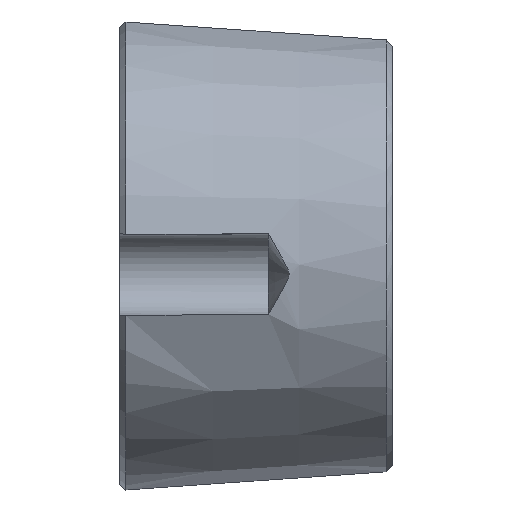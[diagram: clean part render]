
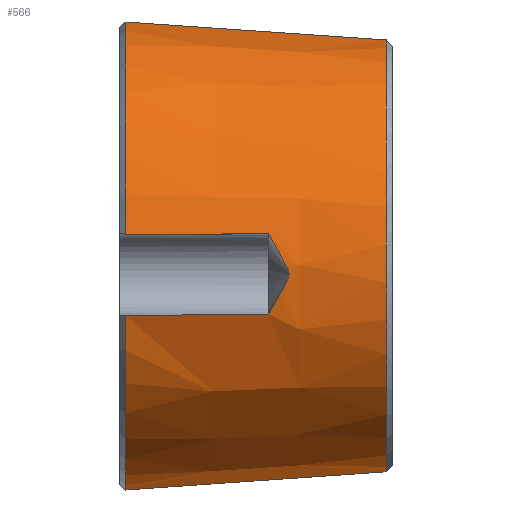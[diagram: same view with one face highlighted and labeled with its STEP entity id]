
A CAD part, top view. The second image highlights one B-rep face of the part: STEP entity #566.
In plain terms, the highlighted conical face has half-angle 4 degrees and reference radius 18.965 mm.
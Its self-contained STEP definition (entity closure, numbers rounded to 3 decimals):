
#96=FACE_OUTER_BOUND('',#128,.T.);
#128=EDGE_LOOP('',(#395,#396,#397,#398,#399,#400,#401,#402));
#157=B_SPLINE_CURVE_WITH_KNOTS('',3,(#877,#878,#879,#880,#881,#882),
 .UNSPECIFIED.,.F.,.F.,(4,2,4),(-3.008,-3.003,-1.928),
 .UNSPECIFIED.);
#158=B_SPLINE_CURVE_WITH_KNOTS('',3,(#886,#887,#888,#889,#890,#891),
 .UNSPECIFIED.,.F.,.F.,(4,2,4),(-2.162,-1.087,-1.081),
 .UNSPECIFIED.);
#162=B_SPLINE_CURVE_WITH_KNOTS('',3,(#926,#927,#928,#929,#930,#931),
 .UNSPECIFIED.,.F.,.F.,(4,2,4),(-3.059,-2.137,-1.082),
 .UNSPECIFIED.);
#167=B_SPLINE_CURVE_WITH_KNOTS('',3,(#971,#972,#973,#974,#975,#976,#977,
#978,#979,#980,#981,#982,#983,#984,#985,#986,#987,#988),.UNSPECIFIED.,.F.,
 .F.,(4,2,2,2,2,2,2,2,4),(0.071,0.219,0.328,
0.383,0.438,0.492,0.547,
0.656,0.804),.UNSPECIFIED.);
#168=B_SPLINE_CURVE_WITH_KNOTS('',3,(#991,#992,#993,#994),.UNSPECIFIED.,
 .F.,.F.,(4,4),(36.682,57.736),.UNSPECIFIED.);
#191=CIRCLE('',#624,17.496);
#192=CIRCLE('',#626,18.965);
#193=CIRCLE('',#627,18.965);
#225=VERTEX_POINT('',#871);
#226=VERTEX_POINT('',#876);
#227=VERTEX_POINT('',#883);
#228=VERTEX_POINT('',#885);
#232=VERTEX_POINT('',#920);
#233=VERTEX_POINT('',#925);
#240=VERTEX_POINT('',#964);
#241=VERTEX_POINT('',#989);
#286=EDGE_CURVE('',#225,#226,#157,.T.);
#288=EDGE_CURVE('',#227,#228,#158,.T.);
#293=EDGE_CURVE('',#232,#233,#162,.T.);
#301=EDGE_CURVE('',#233,#240,#191,.T.);
#303=EDGE_CURVE('',#232,#228,#192,.T.);
#304=EDGE_CURVE('',#226,#227,#167,.F.);
#305=EDGE_CURVE('',#225,#241,#193,.T.);
#306=EDGE_CURVE('',#240,#241,#168,.T.);
#395=ORIENTED_EDGE('',*,*,#301,.F.);
#396=ORIENTED_EDGE('',*,*,#293,.F.);
#397=ORIENTED_EDGE('',*,*,#303,.T.);
#398=ORIENTED_EDGE('',*,*,#288,.F.);
#399=ORIENTED_EDGE('',*,*,#304,.F.);
#400=ORIENTED_EDGE('',*,*,#286,.F.);
#401=ORIENTED_EDGE('',*,*,#305,.T.);
#402=ORIENTED_EDGE('',*,*,#306,.F.);
#547=CONICAL_SURFACE('',#625,18.965,0.07);
#566=ADVANCED_FACE('',(#96),#547,.T.);
#624=AXIS2_PLACEMENT_3D('',#965,#713,#714);
#625=AXIS2_PLACEMENT_3D('',#969,#715,#716);
#626=AXIS2_PLACEMENT_3D('',#970,#717,#718);
#627=AXIS2_PLACEMENT_3D('',#990,#719,#720);
#713=DIRECTION('center_axis',(1.,0.,0.));
#714=DIRECTION('ref_axis',(0.,0.992,0.128));
#715=DIRECTION('center_axis',(-1.,0.,0.));
#716=DIRECTION('ref_axis',(0.,0.,1.));
#717=DIRECTION('center_axis',(1.,0.,0.));
#718=DIRECTION('ref_axis',(0.,0.992,0.13));
#719=DIRECTION('center_axis',(1.,0.,0.));
#720=DIRECTION('ref_axis',(0.,-0.259,0.966));
#871=CARTESIAN_POINT('',(0.499,-4.907,18.319));
#876=CARTESIAN_POINT('',(12.,-4.793,17.517));
#877=CARTESIAN_POINT('Ctrl Pts',(0.499,-4.907,18.319));
#878=CARTESIAN_POINT('Ctrl Pts',(0.518,-4.907,18.318));
#879=CARTESIAN_POINT('Ctrl Pts',(0.538,-4.907,18.316));
#880=CARTESIAN_POINT('Ctrl Pts',(4.487,-4.902,18.032));
#881=CARTESIAN_POINT('Ctrl Pts',(8.418,-4.859,17.759));
#882=CARTESIAN_POINT('Ctrl Pts',(12.,-4.793,17.517));
#883=CARTESIAN_POINT('',(12.,1.679,18.083));
#885=CARTESIAN_POINT('',(0.499,1.652,18.893));
#886=CARTESIAN_POINT('Ctrl Pts',(12.,1.679,18.083));
#887=CARTESIAN_POINT('Ctrl Pts',(8.418,1.701,18.333));
#888=CARTESIAN_POINT('Ctrl Pts',(4.487,1.696,18.609));
#889=CARTESIAN_POINT('Ctrl Pts',(0.538,1.652,18.89));
#890=CARTESIAN_POINT('Ctrl Pts',(0.518,1.652,18.892));
#891=CARTESIAN_POINT('Ctrl Pts',(0.499,1.652,18.893));
#920=CARTESIAN_POINT('',(0.499,18.805,2.463));
#925=CARTESIAN_POINT('',(21.501,17.353,2.233));
#926=CARTESIAN_POINT('Ctrl Pts',(0.499,18.805,2.463));
#927=CARTESIAN_POINT('Ctrl Pts',(3.866,18.563,2.497));
#928=CARTESIAN_POINT('Ctrl Pts',(7.212,18.327,2.494));
#929=CARTESIAN_POINT('Ctrl Pts',(13.785,17.871,2.432));
#930=CARTESIAN_POINT('Ctrl Pts',(17.642,17.609,2.359));
#931=CARTESIAN_POINT('Ctrl Pts',(21.501,17.353,2.233));
#964=CARTESIAN_POINT('',(21.501,-17.48,0.75));
#965=CARTESIAN_POINT('Origin',(21.501,0.,0.));
#969=CARTESIAN_POINT('Origin',(0.499,0.,0.));
#970=CARTESIAN_POINT('Origin',(0.499,0.,0.));
#971=CARTESIAN_POINT('Ctrl Pts',(12.,1.679,18.083));
#972=CARTESIAN_POINT('Ctrl Pts',(12.254,1.24,18.106));
#973=CARTESIAN_POINT('Ctrl Pts',(12.513,0.79,18.113));
#974=CARTESIAN_POINT('Ctrl Pts',(12.953,0.018,18.097));
#975=CARTESIAN_POINT('Ctrl Pts',(13.135,-0.303,18.082));
#976=CARTESIAN_POINT('Ctrl Pts',(13.388,-0.773,18.048));
#977=CARTESIAN_POINT('Ctrl Pts',(13.468,-0.926,18.035));
#978=CARTESIAN_POINT('Ctrl Pts',(13.607,-1.237,18.007));
#979=CARTESIAN_POINT('Ctrl Pts',(13.671,-1.391,17.991));
#980=CARTESIAN_POINT('Ctrl Pts',(13.671,-1.754,17.959));
#981=CARTESIAN_POINT('Ctrl Pts',(13.607,-1.909,17.948));
#982=CARTESIAN_POINT('Ctrl Pts',(13.468,-2.219,17.922));
#983=CARTESIAN_POINT('Ctrl Pts',(13.388,-2.373,17.908));
#984=CARTESIAN_POINT('Ctrl Pts',(13.135,-2.841,17.86));
#985=CARTESIAN_POINT('Ctrl Pts',(12.953,-3.161,17.819));
#986=CARTESIAN_POINT('Ctrl Pts',(12.513,-3.923,17.701));
#987=CARTESIAN_POINT('Ctrl Pts',(12.254,-4.365,17.616));
#988=CARTESIAN_POINT('Ctrl Pts',(12.,-4.793,17.517));
#989=CARTESIAN_POINT('',(0.499,-18.95,0.75));
#990=CARTESIAN_POINT('Origin',(0.499,0.,0.));
#991=CARTESIAN_POINT('Ctrl Pts',(21.501,-17.48,0.75));
#992=CARTESIAN_POINT('Ctrl Pts',(14.5,-17.97,0.75));
#993=CARTESIAN_POINT('Ctrl Pts',(7.5,-18.46,0.75));
#994=CARTESIAN_POINT('Ctrl Pts',(0.499,-18.95,0.75));
